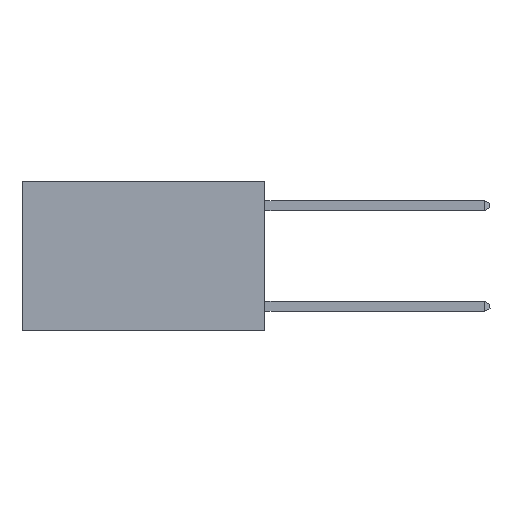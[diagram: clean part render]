
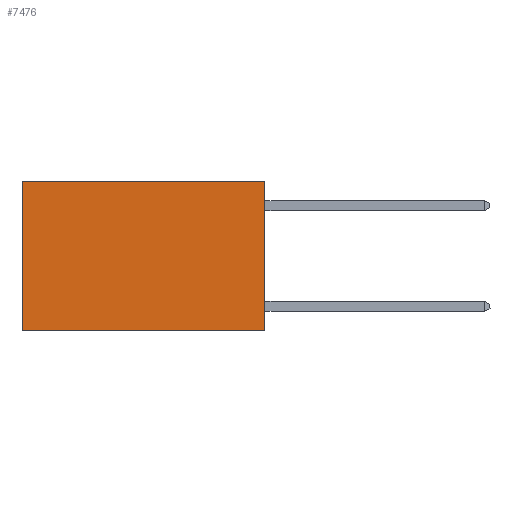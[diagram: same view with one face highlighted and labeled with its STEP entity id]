
A CAD part, left-side view. The second image highlights one B-rep face of the part: STEP entity #7476.
In plain terms, the highlighted planar face has unit normal (-1, 0, 0).
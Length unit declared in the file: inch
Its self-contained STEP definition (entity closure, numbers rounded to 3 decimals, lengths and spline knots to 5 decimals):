
#383 = PLANE ( 'NONE',  #5701 ) ;
#771 = CARTESIAN_POINT ( 'NONE',  ( 0.2625, 0.6, 0. ) ) ;
#1617 = VERTEX_POINT ( 'NONE', #4405 ) ;
#1934 = VECTOR ( 'NONE', #5158, 39.37008 ) ;
#2064 = CARTESIAN_POINT ( 'NONE',  ( 0.2625, 0., 0. ) ) ;
#2119 = CARTESIAN_POINT ( 'NONE',  ( 0.2625, 0., -0.37 ) ) ;
#2316 = ORIENTED_EDGE ( 'NONE', *, *, #3348, .F. ) ;
#3348 = EDGE_CURVE ( 'NONE', #1617, #4018, #6754, .T. ) ;
#3506 = VERTEX_POINT ( 'NONE', #6688 ) ;
#3508 = EDGE_CURVE ( 'NONE', #1617, #4249, #4327, .T. ) ;
#3643 = DIRECTION ( 'NONE',  ( 0., 1., 0. ) ) ;
#3661 = CARTESIAN_POINT ( 'NONE',  ( 0.2625, 0., 0. ) ) ;
#4018 = VERTEX_POINT ( 'NONE', #6516 ) ;
#4029 = DIRECTION ( 'NONE',  ( 1., 0., 0. ) ) ;
#4153 = VECTOR ( 'NONE', #7845, 39.37008 ) ;
#4249 = VERTEX_POINT ( 'NONE', #771 ) ;
#4307 = DIRECTION ( 'NONE',  ( 0., 0., -1. ) ) ;
#4327 = LINE ( 'NONE', #4951, #6028 ) ;
#4405 = CARTESIAN_POINT ( 'NONE',  ( 0.2625, 0., 0. ) ) ;
#4757 = EDGE_LOOP ( 'NONE', ( #5823, #8027, #2316, #6790 ) ) ;
#4951 = CARTESIAN_POINT ( 'NONE',  ( 0.2625, 0., 0. ) ) ;
#5158 = DIRECTION ( 'NONE',  ( 0., 0., -1. ) ) ;
#5701 = AXIS2_PLACEMENT_3D ( 'NONE', #2064, #4029, #5944 ) ;
#5823 = ORIENTED_EDGE ( 'NONE', *, *, #6961, .T. ) ;
#5827 = FACE_OUTER_BOUND ( 'NONE', #4757, .T. ) ;
#5884 = LINE ( 'NONE', #2119, #4153 ) ;
#5944 = DIRECTION ( 'NONE',  ( 0., 0., -1. ) ) ;
#6028 = VECTOR ( 'NONE', #3643, 39.37008 ) ;
#6303 = LINE ( 'NONE', #7624, #1934 ) ;
#6516 = CARTESIAN_POINT ( 'NONE',  ( 0.2625, 0., -0.37 ) ) ;
#6627 = EDGE_CURVE ( 'NONE', #4018, #3506, #5884, .T. ) ;
#6688 = CARTESIAN_POINT ( 'NONE',  ( 0.2625, 0.6, -0.37 ) ) ;
#6754 = LINE ( 'NONE', #3661, #7190 ) ;
#6790 = ORIENTED_EDGE ( 'NONE', *, *, #3508, .T. ) ;
#6961 = EDGE_CURVE ( 'NONE', #4249, #3506, #6303, .T. ) ;
#7190 = VECTOR ( 'NONE', #4307, 39.37008 ) ;
#7476 = ADVANCED_FACE ( 'NONE', ( #5827 ), #383, .F. ) ;
#7624 = CARTESIAN_POINT ( 'NONE',  ( 0.2625, 0.6, 0. ) ) ;
#7845 = DIRECTION ( 'NONE',  ( 0., 1., 0. ) ) ;
#8027 = ORIENTED_EDGE ( 'NONE', *, *, #6627, .F. ) ;
